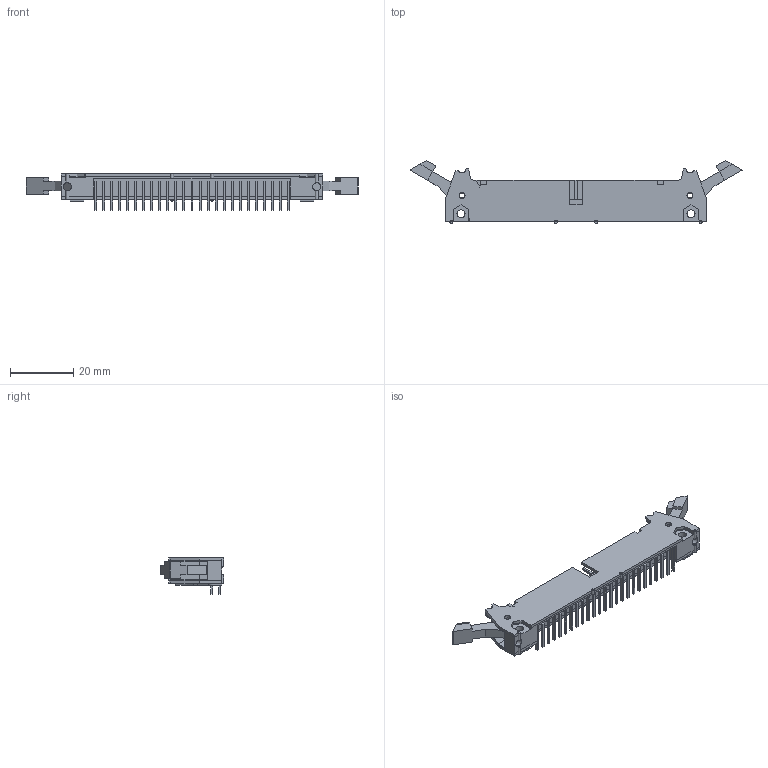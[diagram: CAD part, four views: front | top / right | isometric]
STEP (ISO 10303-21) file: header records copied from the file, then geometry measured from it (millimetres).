
FILE_DESCRIPTION(/* description */ (''),/* implementation_level */ '2;1');
FILE_NAME(/* name */ '3M_N3433-5302RB.stp',/* time_stamp */ '2015-12-09T15:42:27+01:00',/* author */ ('riccim'),/* organization */ (''),/* preprocessor_version */ 'ST-DEVELOPER v15.5',/* originating_system */ 'AutoCAD Mechanical',/* authorisation */ '');
FILE_SCHEMA (('AUTOMOTIVE_DESIGN { 1 0 10303 214 3 1 1 }'));
Length unit declared in the file: millimetre
Products named in the file (1): Product
Bounding box: 105.05 x 19.96 x 11.48 mm (x, y, z)
Volume: 5128.4 mm3; surface area: 10539.8 mm2
Topology: 122 solids, 122 shells, 985 faces, 2217 edges, 1478 vertices
Faces by surface type: plane 925, cylinder 60
Full cylindrical faces by diameter (mm): 1.016 x6, 1.575 x2, 1.905 x8, 2.54 x6, 2.563 x2
Entity records: 26876 total; most frequent: CARTESIAN_POINT 4861, ORIENTED_EDGE 4358, DIRECTION 4225, EDGE_CURVE 2179, LINE 2041, VECTOR 2041, VERTEX_POINT 1464, AXIS2_PLACEMENT_3D 1092
